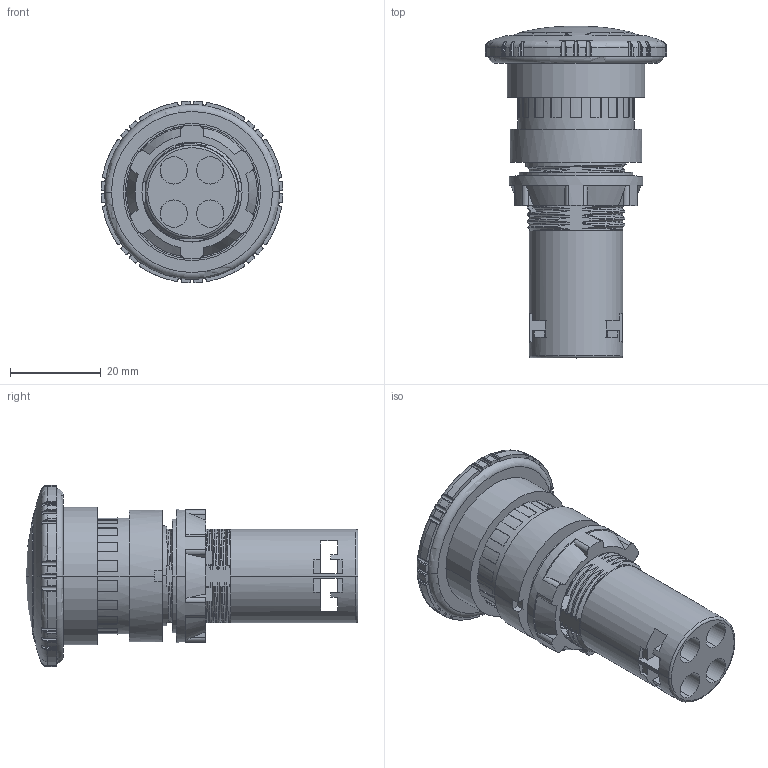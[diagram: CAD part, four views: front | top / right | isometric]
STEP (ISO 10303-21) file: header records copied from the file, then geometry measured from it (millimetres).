
FILE_DESCRIPTION((''),'2;1');
FILE_NAME('LA167-B7-ES542','2023-10-25T',('Administrator'),('zyb.com'),'PRO/ENGINEER BY PARAMETRIC TECHNOLOGY CORPORATION, 2010280','PRO/ENGINEER BY PARAMETRIC TECHNOLOGY CORPORATION, 2010280','');
FILE_SCHEMA(('CONFIG_CONTROL_DESIGN'));
Products named in the file (1): LA167-B7-ES542
Bounding box: 39.98 x 73 x 39.98 mm (x, y, z)
Volume: 35629.3 mm3; surface area: 11303.8 mm2
Topology: 1 solids, 1 shells, 660 faces, 1979 edges, 1301 vertices
Faces by surface type: plane 276, cylinder 219, bspline 145, cone 10, torus 6, sphere 4
Entity records: 58377 total; most frequent: CARTESIAN_POINT 41863, ORIENTED_EDGE 3954, DIRECTION 2753, EDGE_CURVE 1977, VERTEX_POINT 1301, AXIS2_PLACEMENT_3D 955, VECTOR 843, LINE 843
